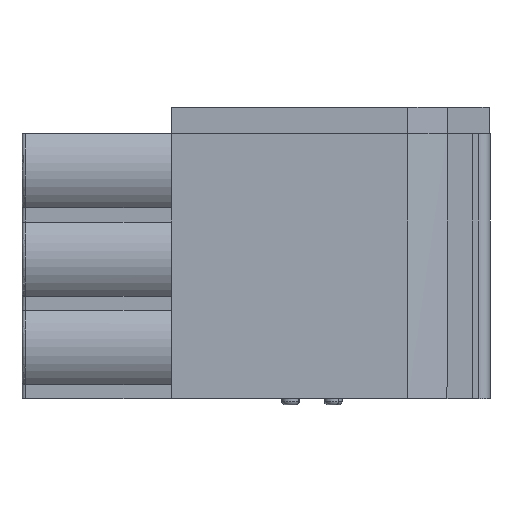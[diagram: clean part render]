
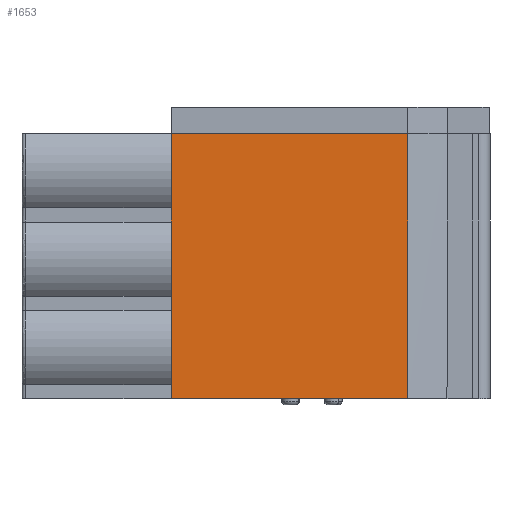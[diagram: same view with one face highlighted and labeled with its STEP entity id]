
A CAD part, front view. The second image highlights one B-rep face of the part: STEP entity #1653.
In plain terms, the highlighted planar face has unit normal (0, -1, 0).
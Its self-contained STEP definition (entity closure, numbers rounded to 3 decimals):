
#765=B_SPLINE_CURVE_WITH_KNOTS('',3,(#46217,#46218,#46219,#46220),
 .UNSPECIFIED.,.F.,.F.,(4,4),(0.,1.),.UNSPECIFIED.);
#1653=ADVANCED_FACE('',(#4425),#3409,.T.);
#3409=PLANE('',#32778);
#4425=FACE_OUTER_BOUND('',#6219,.T.);
#6219=EDGE_LOOP('',(#10113,#10114,#10115,#10116));
#10113=ORIENTED_EDGE('',*,*,#22024,.F.);
#10114=ORIENTED_EDGE('',*,*,#22286,.T.);
#10115=ORIENTED_EDGE('',*,*,#22287,.T.);
#10116=ORIENTED_EDGE('',*,*,#22127,.F.);
#18994=VERTEX_POINT('',#45605);
#18995=VERTEX_POINT('',#45607);
#19080=VERTEX_POINT('',#45854);
#19193=VERTEX_POINT('',#46214);
#22024=EDGE_CURVE('',#18994,#18995,#26571,.T.);
#22127=EDGE_CURVE('',#18995,#19080,#26633,.T.);
#22286=EDGE_CURVE('',#18994,#19193,#26749,.T.);
#22287=EDGE_CURVE('',#19193,#19080,#765,.T.);
#26571=LINE('',#45606,#29744);
#26633=LINE('',#45853,#29806);
#26749=LINE('',#46215,#29922);
#29744=VECTOR('',#36127,1.);
#29806=VECTOR('',#36285,1.);
#29922=VECTOR('',#36533,1.);
#32778=AXIS2_PLACEMENT_3D('',#46221,#36536,#36537);
#36127=DIRECTION('',(-1.,0.,0.));
#36285=DIRECTION('',(0.,0.,1.));
#36533=DIRECTION('',(0.,0.,1.));
#36536=DIRECTION('',(0.,-1.,0.));
#36537=DIRECTION('',(-1.,0.,0.));
#45605=CARTESIAN_POINT('',(93.847,92.743,-10.));
#45606=CARTESIAN_POINT('',(93.847,92.743,-10.));
#45607=CARTESIAN_POINT('',(80.447,92.743,-10.));
#45853=CARTESIAN_POINT('',(80.447,92.743,-10.));
#45854=CARTESIAN_POINT('',(80.447,92.742,5.));
#46214=CARTESIAN_POINT('',(93.847,92.742,5.));
#46215=CARTESIAN_POINT('',(93.847,92.743,-10.));
#46217=CARTESIAN_POINT('',(93.847,92.743,5.));
#46218=CARTESIAN_POINT('',(89.38,92.743,5.));
#46219=CARTESIAN_POINT('',(84.914,92.743,5.));
#46220=CARTESIAN_POINT('',(80.447,92.743,5.));
#46221=CARTESIAN_POINT('',(80.447,92.743,-5.));
